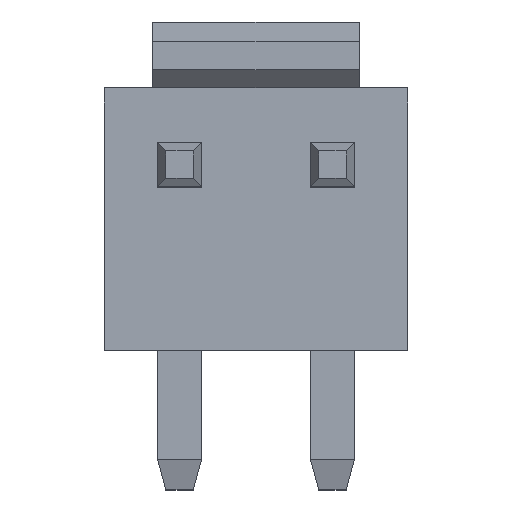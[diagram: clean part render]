
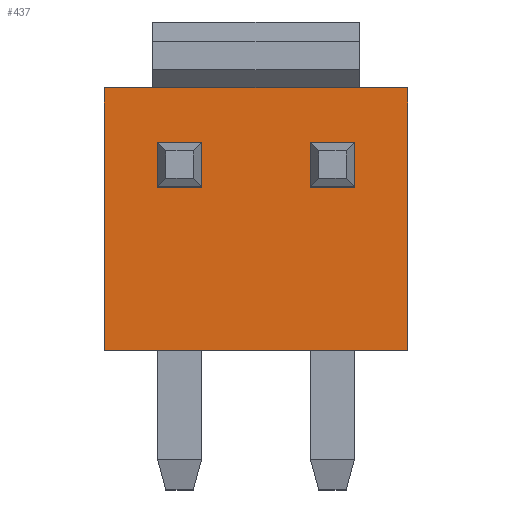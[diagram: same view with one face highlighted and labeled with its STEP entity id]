
A CAD part, top view. The second image highlights one B-rep face of the part: STEP entity #437.
In plain terms, the highlighted planar face has unit normal (0, 0, 1).
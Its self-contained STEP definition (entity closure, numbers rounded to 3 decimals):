
#9 = VERTEX_POINT ( 'NONE', #119 ) ;
#25 = DIRECTION ( 'NONE',  ( 1., 0., 0. ) ) ;
#31 = EDGE_CURVE ( 'NONE', #407, #1508, #1371, .T. ) ;
#60 = ORIENTED_EDGE ( 'NONE', *, *, #1058, .F. ) ;
#76 = VERTEX_POINT ( 'NONE', #1138 ) ;
#79 = VERTEX_POINT ( 'NONE', #1278 ) ;
#86 = VECTOR ( 'NONE', #477, 1000. ) ;
#112 = ORIENTED_EDGE ( 'NONE', *, *, #330, .F. ) ;
#114 = DIRECTION ( 'NONE',  ( 0., -1., 0. ) ) ;
#119 = CARTESIAN_POINT ( 'NONE',  ( -2.55, 5.37, 7.2 ) ) ;
#133 = VECTOR ( 'NONE', #25, 1000. ) ;
#139 = VERTEX_POINT ( 'NONE', #1068 ) ;
#151 = CARTESIAN_POINT ( 'NONE',  ( 1.41, 5.37, 7.2 ) ) ;
#156 = ORIENTED_EDGE ( 'NONE', *, *, #1194, .F. ) ;
#168 = ORIENTED_EDGE ( 'NONE', *, *, #658, .F. ) ;
#173 = PLANE ( 'NONE',  #1452 ) ;
#183 = LINE ( 'NONE', #590, #620 ) ;
#195 = VERTEX_POINT ( 'NONE', #1048 ) ;
#215 = VERTEX_POINT ( 'NONE', #1180 ) ;
#216 = LINE ( 'NONE', #1342, #918 ) ;
#222 = VECTOR ( 'NONE', #866, 1000. ) ;
#246 = DIRECTION ( 'NONE',  ( -1., 0., 0. ) ) ;
#256 = EDGE_LOOP ( 'NONE', ( #1753, #1523, #168, #1359, #1289, #549 ) ) ;
#277 = DIRECTION ( 'NONE',  ( -1., 0., 0. ) ) ;
#278 = EDGE_CURVE ( 'NONE', #1465, #9, #1679, .T. ) ;
#287 = VERTEX_POINT ( 'NONE', #1669 ) ;
#311 = DIRECTION ( 'NONE',  ( 0., 1., 0. ) ) ;
#329 = DIRECTION ( 'NONE',  ( -1., 0., 0. ) ) ;
#330 = EDGE_CURVE ( 'NONE', #195, #1172, #1093, .T. ) ;
#363 = CARTESIAN_POINT ( 'NONE',  ( 3.93, 6.8, 7.2 ) ) ;
#380 = DIRECTION ( 'NONE',  ( 1., 0., 0. ) ) ;
#400 = DIRECTION ( 'NONE',  ( -1., 0., 0. ) ) ;
#402 = ORIENTED_EDGE ( 'NONE', *, *, #562, .F. ) ;
#407 = VERTEX_POINT ( 'NONE', #1270 ) ;
#429 = VECTOR ( 'NONE', #329, 1000. ) ;
#437 = ADVANCED_FACE ( 'NONE', ( #1130, #1718, #1003 ), #173, .F. ) ;
#462 = VERTEX_POINT ( 'NONE', #1429 ) ;
#477 = DIRECTION ( 'NONE',  ( -1., 0., 0. ) ) ;
#484 = EDGE_CURVE ( 'NONE', #76, #1107, #488, .T. ) ;
#488 = LINE ( 'NONE', #1593, #86 ) ;
#496 = EDGE_CURVE ( 'NONE', #287, #407, #1615, .T. ) ;
#522 = VERTEX_POINT ( 'NONE', #784 ) ;
#549 = ORIENTED_EDGE ( 'NONE', *, *, #692, .T. ) ;
#562 = EDGE_CURVE ( 'NONE', #522, #1465, #216, .T. ) ;
#582 = EDGE_CURVE ( 'NONE', #215, #1107, #1056, .T. ) ;
#588 = VECTOR ( 'NONE', #114, 1000. ) ;
#590 = CARTESIAN_POINT ( 'NONE',  ( 2.55, 5.37, 7.2 ) ) ;
#620 = VECTOR ( 'NONE', #311, 1000. ) ;
#658 = EDGE_CURVE ( 'NONE', #287, #76, #1368, .T. ) ;
#670 = LINE ( 'NONE', #1230, #588 ) ;
#692 = EDGE_CURVE ( 'NONE', #1508, #215, #924, .T. ) ;
#695 = CARTESIAN_POINT ( 'NONE',  ( 3.93, 6.8, 7.2 ) ) ;
#707 = VECTOR ( 'NONE', #246, 1000. ) ;
#717 = LINE ( 'NONE', #1671, #133 ) ;
#720 = DIRECTION ( 'NONE',  ( 0., 1., 0. ) ) ;
#759 = EDGE_LOOP ( 'NONE', ( #60, #156, #1185, #402 ) ) ;
#766 = DIRECTION ( 'NONE',  ( 0., 1., 0. ) ) ;
#784 = CARTESIAN_POINT ( 'NONE',  ( -1.41, 4.23, 7.2 ) ) ;
#788 = CARTESIAN_POINT ( 'NONE',  ( -2.55, 4.23, 7.2 ) ) ;
#809 = VECTOR ( 'NONE', #1762, 1000. ) ;
#838 = EDGE_CURVE ( 'NONE', #79, #195, #183, .T. ) ;
#843 = CARTESIAN_POINT ( 'NONE',  ( -2.55, 5.37, 7.2 ) ) ;
#860 = VECTOR ( 'NONE', #400, 1000. ) ;
#866 = DIRECTION ( 'NONE',  ( 0., -1., 0. ) ) ;
#918 = VECTOR ( 'NONE', #766, 1000. ) ;
#922 = LINE ( 'NONE', #788, #1139 ) ;
#924 = LINE ( 'NONE', #695, #707 ) ;
#936 = CARTESIAN_POINT ( 'NONE',  ( -2.55, 5.37, 7.2 ) ) ;
#999 = VECTOR ( 'NONE', #277, 1000. ) ;
#1003 = FACE_OUTER_BOUND ( 'NONE', #256, .T. ) ;
#1048 = CARTESIAN_POINT ( 'NONE',  ( 2.55, 5.37, 7.2 ) ) ;
#1056 = LINE ( 'NONE', #1446, #1489 ) ;
#1058 = EDGE_CURVE ( 'NONE', #139, #522, #922, .T. ) ;
#1068 = CARTESIAN_POINT ( 'NONE',  ( -2.55, 4.23, 7.2 ) ) ;
#1079 = EDGE_CURVE ( 'NONE', #1172, #462, #670, .T. ) ;
#1093 = LINE ( 'NONE', #1661, #999 ) ;
#1096 = CARTESIAN_POINT ( 'NONE',  ( 3.93, 6.8, 7.2 ) ) ;
#1107 = VERTEX_POINT ( 'NONE', #1201 ) ;
#1108 = ORIENTED_EDGE ( 'NONE', *, *, #1079, .F. ) ;
#1130 = FACE_BOUND ( 'NONE', #759, .T. ) ;
#1138 = CARTESIAN_POINT ( 'NONE',  ( 3.93, 0., 7.2 ) ) ;
#1139 = VECTOR ( 'NONE', #380, 1000. ) ;
#1162 = ORIENTED_EDGE ( 'NONE', *, *, #838, .F. ) ;
#1172 = VERTEX_POINT ( 'NONE', #151 ) ;
#1180 = CARTESIAN_POINT ( 'NONE',  ( -3.93, 6.8, 7.2 ) ) ;
#1185 = ORIENTED_EDGE ( 'NONE', *, *, #278, .F. ) ;
#1194 = EDGE_CURVE ( 'NONE', #9, #139, #1551, .T. ) ;
#1201 = CARTESIAN_POINT ( 'NONE',  ( -3.93, 0., 7.2 ) ) ;
#1221 = CARTESIAN_POINT ( 'NONE',  ( -1.41, 5.37, 7.2 ) ) ;
#1230 = CARTESIAN_POINT ( 'NONE',  ( 1.41, 5.37, 7.2 ) ) ;
#1241 = EDGE_CURVE ( 'NONE', #462, #79, #717, .T. ) ;
#1270 = CARTESIAN_POINT ( 'NONE',  ( 2.68, 6.8, 7.2 ) ) ;
#1278 = CARTESIAN_POINT ( 'NONE',  ( 2.55, 4.23, 7.2 ) ) ;
#1289 = ORIENTED_EDGE ( 'NONE', *, *, #31, .T. ) ;
#1342 = CARTESIAN_POINT ( 'NONE',  ( -1.41, 5.37, 7.2 ) ) ;
#1359 = ORIENTED_EDGE ( 'NONE', *, *, #496, .T. ) ;
#1368 = LINE ( 'NONE', #1505, #1438 ) ;
#1371 = LINE ( 'NONE', #1096, #429 ) ;
#1429 = CARTESIAN_POINT ( 'NONE',  ( 1.41, 4.23, 7.2 ) ) ;
#1438 = VECTOR ( 'NONE', #1642, 1000. ) ;
#1446 = CARTESIAN_POINT ( 'NONE',  ( -3.93, 6.8, 7.2 ) ) ;
#1452 = AXIS2_PLACEMENT_3D ( 'NONE', #1577, #1695, #720 ) ;
#1465 = VERTEX_POINT ( 'NONE', #1221 ) ;
#1489 = VECTOR ( 'NONE', #1634, 1000. ) ;
#1505 = CARTESIAN_POINT ( 'NONE',  ( 3.93, 6.8, 7.2 ) ) ;
#1508 = VERTEX_POINT ( 'NONE', #1778 ) ;
#1523 = ORIENTED_EDGE ( 'NONE', *, *, #484, .F. ) ;
#1551 = LINE ( 'NONE', #843, #222 ) ;
#1577 = CARTESIAN_POINT ( 'NONE',  ( 3.93, 6.8, 7.2 ) ) ;
#1593 = CARTESIAN_POINT ( 'NONE',  ( 3.93, 0., 7.2 ) ) ;
#1615 = LINE ( 'NONE', #363, #809 ) ;
#1634 = DIRECTION ( 'NONE',  ( 0., -1., 0. ) ) ;
#1642 = DIRECTION ( 'NONE',  ( 0., -1., 0. ) ) ;
#1661 = CARTESIAN_POINT ( 'NONE',  ( 2.55, 5.37, 7.2 ) ) ;
#1669 = CARTESIAN_POINT ( 'NONE',  ( 3.93, 6.8, 7.2 ) ) ;
#1671 = CARTESIAN_POINT ( 'NONE',  ( 2.55, 4.23, 7.2 ) ) ;
#1673 = EDGE_LOOP ( 'NONE', ( #1108, #112, #1162, #1674 ) ) ;
#1674 = ORIENTED_EDGE ( 'NONE', *, *, #1241, .F. ) ;
#1679 = LINE ( 'NONE', #936, #860 ) ;
#1695 = DIRECTION ( 'NONE',  ( 0., 0., -1. ) ) ;
#1718 = FACE_BOUND ( 'NONE', #1673, .T. ) ;
#1753 = ORIENTED_EDGE ( 'NONE', *, *, #582, .T. ) ;
#1762 = DIRECTION ( 'NONE',  ( -1., 0., 0. ) ) ;
#1778 = CARTESIAN_POINT ( 'NONE',  ( -2.68, 6.8, 7.2 ) ) ;
